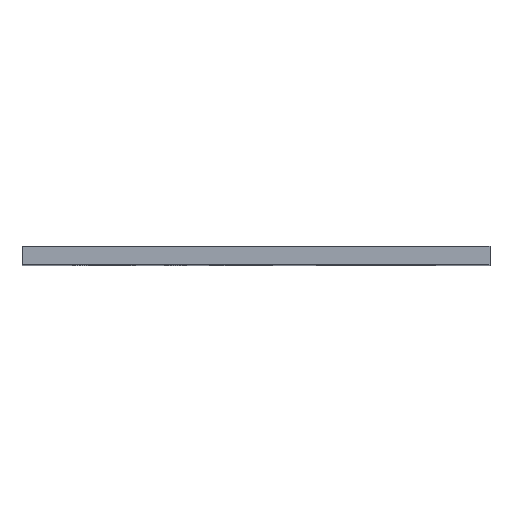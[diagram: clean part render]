
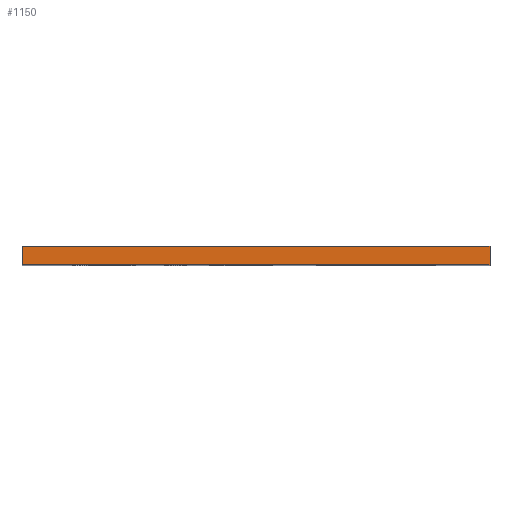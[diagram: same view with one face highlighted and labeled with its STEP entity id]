
A CAD part, top view. The second image highlights one B-rep face of the part: STEP entity #1150.
In plain terms, the highlighted planar face has unit normal (0, 0, 1).
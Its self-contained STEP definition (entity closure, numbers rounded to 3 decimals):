
#143 = DIRECTION ( 'NONE',  ( 1., 0., 0. ) ) ;
#236 = ORIENTED_EDGE ( 'NONE', *, *, #1662, .T. ) ;
#332 = PLANE ( 'NONE',  #1229 ) ;
#451 = ORIENTED_EDGE ( 'NONE', *, *, #1208, .T. ) ;
#501 = DIRECTION ( 'NONE',  ( 0., 1., 0. ) ) ;
#539 = VERTEX_POINT ( 'NONE', #993 ) ;
#577 = CARTESIAN_POINT ( 'NONE',  ( -38.5, 0., 55. ) ) ;
#585 = CARTESIAN_POINT ( 'NONE',  ( -38.5, 3., 55. ) ) ;
#591 = ORIENTED_EDGE ( 'NONE', *, *, #1531, .T. ) ;
#605 = VECTOR ( 'NONE', #501, 1000. ) ;
#668 = DIRECTION ( 'NONE',  ( 0., 0., 1. ) ) ;
#770 = LINE ( 'NONE', #585, #943 ) ;
#839 = EDGE_LOOP ( 'NONE', ( #236, #2197, #451, #591 ) ) ;
#864 = CARTESIAN_POINT ( 'NONE',  ( 38.5, 3., 55. ) ) ;
#875 = EDGE_CURVE ( 'NONE', #539, #1559, #963, .T. ) ;
#890 = VECTOR ( 'NONE', #1002, 1000. ) ;
#943 = VECTOR ( 'NONE', #1339, 1000. ) ;
#963 = LINE ( 'NONE', #577, #890 ) ;
#993 = CARTESIAN_POINT ( 'NONE',  ( -38.5, 0., 55. ) ) ;
#1002 = DIRECTION ( 'NONE',  ( 1., 0., 0. ) ) ;
#1052 = LINE ( 'NONE', #864, #605 ) ;
#1104 = LINE ( 'NONE', #1650, #2178 ) ;
#1148 = CARTESIAN_POINT ( 'NONE',  ( 38.5, 0., 55. ) ) ;
#1150 = ADVANCED_FACE ( 'NONE', ( #2118 ), #332, .T. ) ;
#1208 = EDGE_CURVE ( 'NONE', #1559, #1973, #1052, .T. ) ;
#1229 = AXIS2_PLACEMENT_3D ( 'NONE', #1955, #668, #143 ) ;
#1339 = DIRECTION ( 'NONE',  ( 0., -1., 0. ) ) ;
#1531 = EDGE_CURVE ( 'NONE', #1973, #1671, #1104, .T. ) ;
#1559 = VERTEX_POINT ( 'NONE', #1148 ) ;
#1650 = CARTESIAN_POINT ( 'NONE',  ( -38.5, 3., 55. ) ) ;
#1662 = EDGE_CURVE ( 'NONE', #1671, #539, #770, .T. ) ;
#1671 = VERTEX_POINT ( 'NONE', #2035 ) ;
#1706 = CARTESIAN_POINT ( 'NONE',  ( 38.5, 3., 55. ) ) ;
#1955 = CARTESIAN_POINT ( 'NONE',  ( 0., 0., 55. ) ) ;
#1969 = DIRECTION ( 'NONE',  ( -1., 0., 0. ) ) ;
#1973 = VERTEX_POINT ( 'NONE', #1706 ) ;
#2035 = CARTESIAN_POINT ( 'NONE',  ( -38.5, 3., 55. ) ) ;
#2118 = FACE_OUTER_BOUND ( 'NONE', #839, .T. ) ;
#2178 = VECTOR ( 'NONE', #1969, 1000. ) ;
#2197 = ORIENTED_EDGE ( 'NONE', *, *, #875, .T. ) ;
